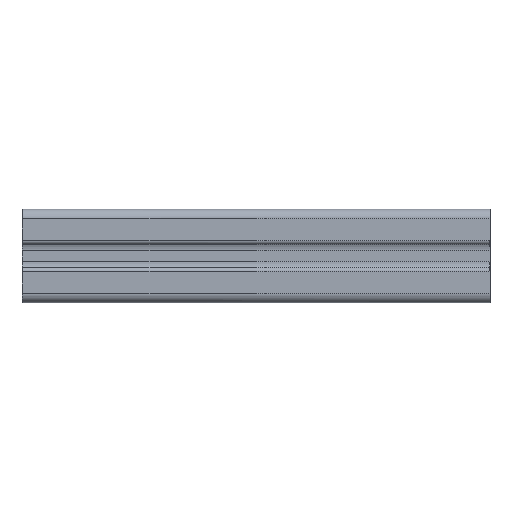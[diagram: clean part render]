
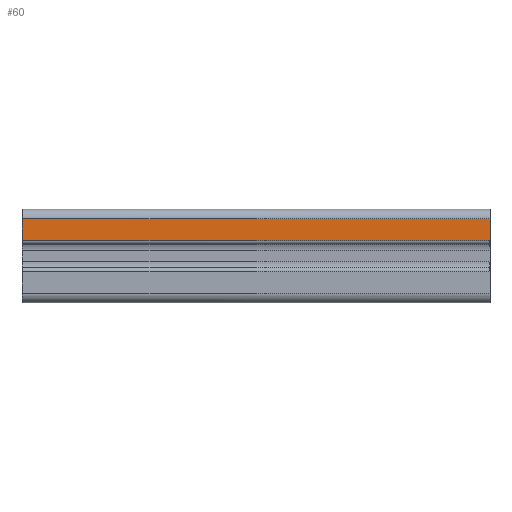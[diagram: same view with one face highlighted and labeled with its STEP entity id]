
A CAD part, left-side view. The second image highlights one B-rep face of the part: STEP entity #60.
In plain terms, the highlighted planar face has unit normal (-1, 0, 0).
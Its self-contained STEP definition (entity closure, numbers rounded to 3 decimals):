
#60=ADVANCED_FACE('',(#136),#1308,.T.);
#136=FACE_OUTER_BOUND('',#213,.T.);
#213=EDGE_LOOP('',(#462,#463,#464,#465));
#462=ORIENTED_EDGE('',*,*,#779,.F.);
#463=ORIENTED_EDGE('',*,*,#812,.T.);
#464=ORIENTED_EDGE('',*,*,#813,.T.);
#465=ORIENTED_EDGE('',*,*,#756,.T.);
#756=EDGE_CURVE('',#1198,#1197,#1034,.T.);
#779=EDGE_CURVE('',#1238,#1197,#1056,.T.);
#812=EDGE_CURVE('',#1238,#1253,#1074,.T.);
#813=EDGE_CURVE('',#1253,#1198,#1075,.T.);
#1034=B_SPLINE_CURVE_WITH_KNOTS('',1,(#2488,#2489),.UNSPECIFIED.,.F.,.F.,
(2,2),(-4.7,0.),.UNSPECIFIED.);
#1056=B_SPLINE_CURVE_WITH_KNOTS('',1,(#2535,#2536),.UNSPECIFIED.,.F.,.F.,
(2,2),(0.,20.),.UNSPECIFIED.);
#1074=B_SPLINE_CURVE_WITH_KNOTS('',1,(#2624,#2625),.UNSPECIFIED.,.F.,.F.,
(2,2),(0.,4.7),.UNSPECIFIED.);
#1075=B_SPLINE_CURVE_WITH_KNOTS('',1,(#2626,#2627),.UNSPECIFIED.,.F.,.F.,
(2,2),(0.,20.),.UNSPECIFIED.);
#1197=VERTEX_POINT('',#2245);
#1198=VERTEX_POINT('',#2246);
#1238=VERTEX_POINT('',#2286);
#1253=VERTEX_POINT('',#2301);
#1308=PLANE('',#1404);
#1404=AXIS2_PLACEMENT_3D('',#1810,#1445,$);
#1445=DIRECTION('',(-1.,0.,0.));
#1810=CARTESIAN_POINT('',(-10.,60.,8.47));
#2245=CARTESIAN_POINT('',(-10.,50.,3.3));
#2246=CARTESIAN_POINT('',(-10.,50.,8.));
#2286=CARTESIAN_POINT('',(-10.,-50.,3.3));
#2301=CARTESIAN_POINT('',(-10.,-50.,8.));
#2488=CARTESIAN_POINT('',(-10.,50.,8.));
#2489=CARTESIAN_POINT('',(-10.,50.,3.3));
#2535=CARTESIAN_POINT('',(-10.,-50.,3.3));
#2536=CARTESIAN_POINT('',(-10.,50.,3.3));
#2624=CARTESIAN_POINT('',(-10.,-50.,3.3));
#2625=CARTESIAN_POINT('',(-10.,-50.,8.));
#2626=CARTESIAN_POINT('',(-10.,-50.,8.));
#2627=CARTESIAN_POINT('',(-10.,50.,8.));
